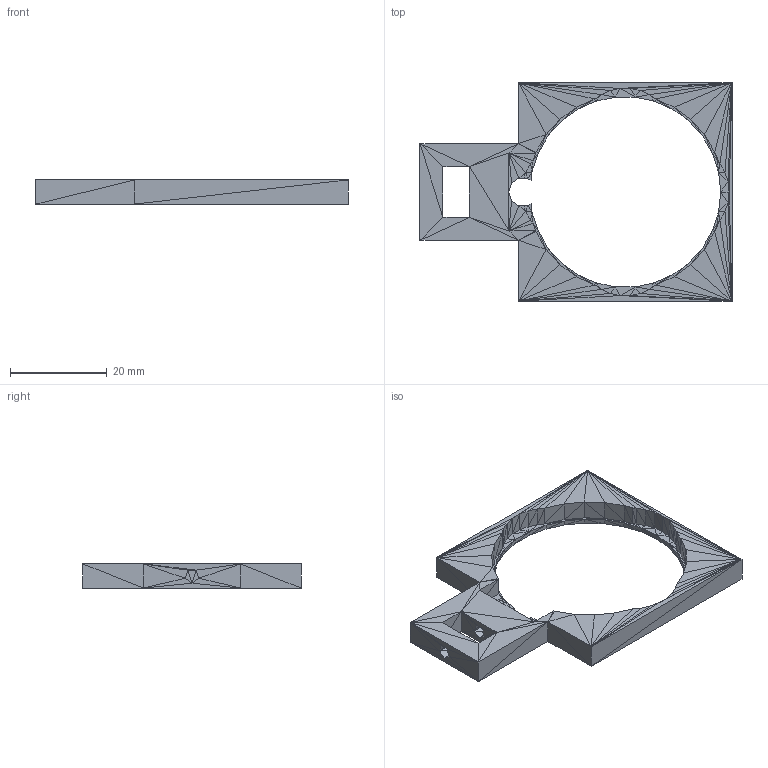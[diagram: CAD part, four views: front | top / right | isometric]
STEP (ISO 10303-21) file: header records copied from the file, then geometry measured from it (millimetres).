
FILE_DESCRIPTION(('FreeCAD Model'),'2;1');
FILE_NAME( 'ring.step', '2017-09-16T13:19:08',('Author'),(''), 'Open CASCADE STEP processor 6.8','FreeCAD','Unknown');
FILE_SCHEMA(('AUTOMOTIVE_DESIGN_CC2 { 1 2 10303 214 -1 1 5 4 }'));
Length unit declared in the file: millimetre
Products named in the file (1): ring001_(Solid)
Bounding box: 64.6 x 45.2 x 5 mm (x, y, z)
Volume: 4931.4 mm3; surface area: 4228.7 mm2
Topology: 1 solids, 1 shells, 476 faces, 714 edges, 234 vertices
Faces by surface type: plane 476
Entity records: 17871 total; most frequent: CARTESIAN_POINT 3567, DIRECTION 2382, ORIENTED_EDGE 1428, LINE 1428, VECTOR 1428, PCURVE 1428, DEFINITIONAL_REPRESENTATION 1428, EDGE_CURVE 714
